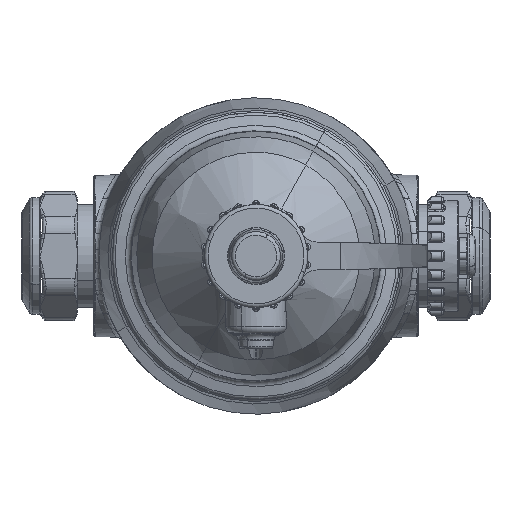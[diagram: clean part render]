
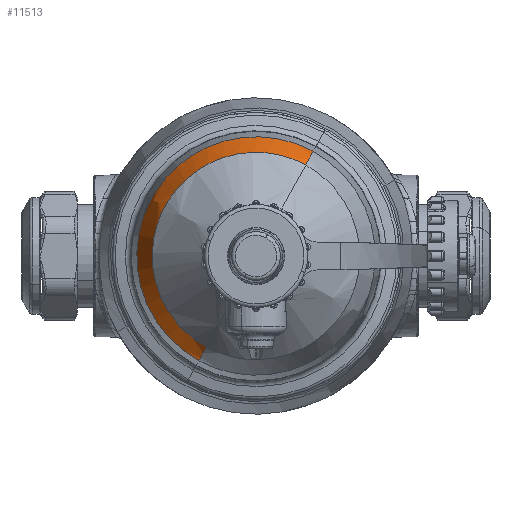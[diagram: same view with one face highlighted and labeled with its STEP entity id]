
A CAD part, front view. The second image highlights one B-rep face of the part: STEP entity #11513.
In plain terms, the highlighted free-form (B-spline) face has degree [3, 3] with [7, 4] control points.
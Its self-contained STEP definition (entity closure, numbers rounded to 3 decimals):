
#11047=CARTESIAN_POINT('Vertex',(-15.509,-89.744,-28.389)) ;
#11049=CARTESIAN_POINT('Vertex',(15.509,-89.744,28.389)) ;
#11108=CARTESIAN_POINT('Vertex',(-13.495,-99.426,-24.703)) ;
#11110=CARTESIAN_POINT('Vertex',(13.495,-99.426,24.703)) ;
#11114=CARTESIAN_POINT('Control Point',(13.495,-99.426,24.703)) ;
#11115=CARTESIAN_POINT('Control Point',(14.576,-96.616,26.682)) ;
#11116=CARTESIAN_POINT('Control Point',(15.264,-93.31,27.94)) ;
#11117=CARTESIAN_POINT('Control Point',(15.509,-89.744,28.389)) ;
#11120=CARTESIAN_POINT('Control Point',(-13.495,-99.426,-24.703)) ;
#11121=CARTESIAN_POINT('Control Point',(-14.576,-96.616,-26.682)) ;
#11122=CARTESIAN_POINT('Control Point',(-15.264,-93.31,-27.94)) ;
#11123=CARTESIAN_POINT('Control Point',(-15.509,-89.744,-28.389)) ;
#11334=CARTESIAN_POINT('Control Point',(-13.495,-99.426,-24.703)) ;
#11335=CARTESIAN_POINT('Control Point',(-28.044,-99.426,-16.755)) ;
#11336=CARTESIAN_POINT('Control Point',(-32.565,-99.426,-0.897)) ;
#11337=CARTESIAN_POINT('Control Point',(-24.703,-99.426,13.495)) ;
#11338=CARTESIAN_POINT('Control Point',(-16.84,-99.426,27.888)) ;
#11339=CARTESIAN_POINT('Control Point',(-1.053,-99.426,32.651)) ;
#11340=CARTESIAN_POINT('Control Point',(13.495,-99.426,24.703)) ;
#11470=CARTESIAN_POINT('Control Point',(-11.86,-99.592,-25.38)) ;
#11471=CARTESIAN_POINT('Control Point',(-12.868,-96.692,-27.535)) ;
#11472=CARTESIAN_POINT('Control Point',(-13.5,-93.251,-28.887)) ;
#11473=CARTESIAN_POINT('Control Point',(-13.708,-89.532,-29.333)) ;
#11474=CARTESIAN_POINT('Control Point',(-27.479,-99.592,-18.081)) ;
#11475=CARTESIAN_POINT('Control Point',(-29.812,-96.692,-19.616)) ;
#11476=CARTESIAN_POINT('Control Point',(-31.277,-93.251,-20.579)) ;
#11477=CARTESIAN_POINT('Control Point',(-31.76,-89.532,-20.897)) ;
#11478=CARTESIAN_POINT('Control Point',(-32.85,-99.592,-1.699)) ;
#11479=CARTESIAN_POINT('Control Point',(-35.639,-96.692,-1.843)) ;
#11480=CARTESIAN_POINT('Control Point',(-37.39,-93.251,-1.933)) ;
#11481=CARTESIAN_POINT('Control Point',(-37.967,-89.532,-1.963)) ;
#11482=CARTESIAN_POINT('Control Point',(-24.585,-99.592,13.431)) ;
#11483=CARTESIAN_POINT('Control Point',(-26.672,-96.692,14.571)) ;
#11484=CARTESIAN_POINT('Control Point',(-27.982,-93.251,15.287)) ;
#11485=CARTESIAN_POINT('Control Point',(-28.414,-89.532,15.523)) ;
#11486=CARTESIAN_POINT('Control Point',(-16.319,-99.592,28.56)) ;
#11487=CARTESIAN_POINT('Control Point',(-17.705,-96.692,30.985)) ;
#11488=CARTESIAN_POINT('Control Point',(-18.575,-93.251,32.507)) ;
#11489=CARTESIAN_POINT('Control Point',(-18.862,-89.532,33.009)) ;
#11490=CARTESIAN_POINT('Control Point',(0.367,-99.592,32.892)) ;
#11491=CARTESIAN_POINT('Control Point',(0.398,-96.692,35.685)) ;
#11492=CARTESIAN_POINT('Control Point',(0.418,-93.251,37.437)) ;
#11493=CARTESIAN_POINT('Control Point',(0.425,-89.532,38.015)) ;
#11494=CARTESIAN_POINT('Control Point',(14.948,-99.592,23.693)) ;
#11495=CARTESIAN_POINT('Control Point',(16.217,-96.692,25.705)) ;
#11496=CARTESIAN_POINT('Control Point',(17.014,-93.251,26.967)) ;
#11497=CARTESIAN_POINT('Control Point',(17.276,-89.532,27.384)) ;
#11499=CARTESIAN_POINT('Control Point',(-15.509,-89.744,-28.389)) ;
#11500=CARTESIAN_POINT('Control Point',(-32.228,-89.744,-19.255)) ;
#11501=CARTESIAN_POINT('Control Point',(-37.425,-89.744,-1.031)) ;
#11502=CARTESIAN_POINT('Control Point',(-28.389,-89.744,15.509)) ;
#11503=CARTESIAN_POINT('Control Point',(-19.353,-89.744,32.049)) ;
#11504=CARTESIAN_POINT('Control Point',(-1.21,-89.744,37.523)) ;
#11505=CARTESIAN_POINT('Control Point',(15.509,-89.744,28.389)) ;
#11508=ORIENTED_EDGE('',*,*,#11341,.T.) ;
#11509=ORIENTED_EDGE('',*,*,#11124,.F.) ;
#11510=ORIENTED_EDGE('',*,*,#11506,.F.) ;
#11511=ORIENTED_EDGE('',*,*,#11118,.F.) ;
#11513=ADVANCED_FACE('Sheet.2',(#11512),#11469,.F.) ;
#11118=EDGE_CURVE('',#11111,#11050,#11113,.T.) ;
#11124=EDGE_CURVE('',#11048,#11109,#11119,.F.) ;
#11341=EDGE_CURVE('',#11111,#11109,#11333,.F.) ;
#11506=EDGE_CURVE('',#11050,#11048,#11498,.F.) ;
#11507=EDGE_LOOP('',(#11508,#11509,#11510,#11511)) ;
#11512=FACE_OUTER_BOUND('',#11507,.T.) ;
#11048=VERTEX_POINT('',#11047) ;
#11050=VERTEX_POINT('',#11049) ;
#11109=VERTEX_POINT('',#11108) ;
#11111=VERTEX_POINT('',#11110) ;
#11113=(BOUNDED_CURVE()B_SPLINE_CURVE(3,(#11114,#11115,#11116,#11117),.UNSPECIFIED.,.F.,.U.)B_SPLINE_CURVE_WITH_KNOTS((4,4),(0.019,0.981),.UNSPECIFIED.)CURVE()GEOMETRIC_REPRESENTATION_ITEM()RATIONAL_B_SPLINE_CURVE((1.178,1.15,1.15,1.178))REPRESENTATION_ITEM('')) ;
#11119=(BOUNDED_CURVE()B_SPLINE_CURVE(3,(#11120,#11121,#11122,#11123),.UNSPECIFIED.,.F.,.U.)B_SPLINE_CURVE_WITH_KNOTS((4,4),(0.019,0.981),.UNSPECIFIED.)CURVE()GEOMETRIC_REPRESENTATION_ITEM()RATIONAL_B_SPLINE_CURVE((1.178,1.15,1.15,1.178))REPRESENTATION_ITEM('')) ;
#11333=(BOUNDED_CURVE()B_SPLINE_CURVE(3,(#11334,#11335,#11336,#11337,#11338,#11339,#11340),.UNSPECIFIED.,.F.,.U.)B_SPLINE_CURVE_WITH_KNOTS((4,3,4),(0.043,1.,1.957),.UNSPECIFIED.)CURVE()GEOMETRIC_REPRESENTATION_ITEM()RATIONAL_B_SPLINE_CURVE((1.16,0.941,0.951,1.191,0.951,0.941,1.16))REPRESENTATION_ITEM('')) ;
#11498=(BOUNDED_CURVE()B_SPLINE_CURVE(3,(#11499,#11500,#11501,#11502,#11503,#11504,#11505),.UNSPECIFIED.,.F.,.U.)B_SPLINE_CURVE_WITH_KNOTS((4,3,4),(0.043,1.,1.957),.UNSPECIFIED.)CURVE()GEOMETRIC_REPRESENTATION_ITEM()RATIONAL_B_SPLINE_CURVE((1.178,0.955,0.965,1.209,0.965,0.955,1.178))REPRESENTATION_ITEM('')) ;
#11469=(BOUNDED_SURFACE()B_SPLINE_SURFACE(3,3,((#11470,#11471,#11472,#11473),(#11474,#11475,#11476,#11477),(#11478,#11479,#11480,#11481),(#11482,#11483,#11484,#11485),(#11486,#11487,#11488,#11489),(#11490,#11491,#11492,#11493),(#11494,#11495,#11496,#11497)),.UNSPECIFIED.,.F.,.F.,.U.)B_SPLINE_SURFACE_WITH_KNOTS((4,3,4),(4,4),(0.,1.,2.),(0.,1.),.UNSPECIFIED.)GEOMETRIC_REPRESENTATION_ITEM()RATIONAL_B_SPLINE_SURFACE(((1.21,1.18,1.18,1.21),(0.956,0.931,0.931,0.956),(0.956,0.931,0.931,0.956),(1.21,1.18,1.18,1.21),(0.956,0.931,0.931,0.956),(0.956,0.931,0.931,0.956),(1.21,1.18,1.18,1.21)))REPRESENTATION_ITEM('Rational BSpline Surface')SURFACE()) ;
